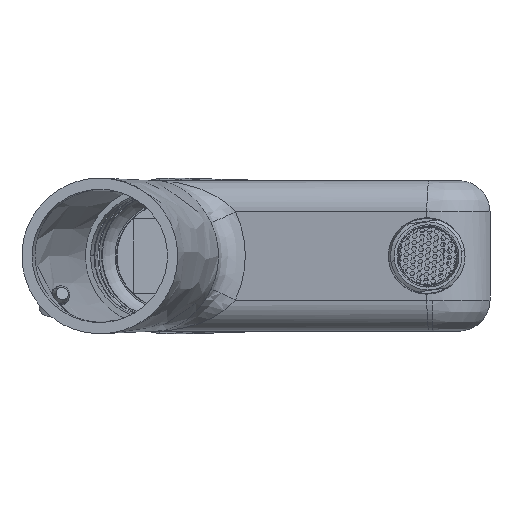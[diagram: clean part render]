
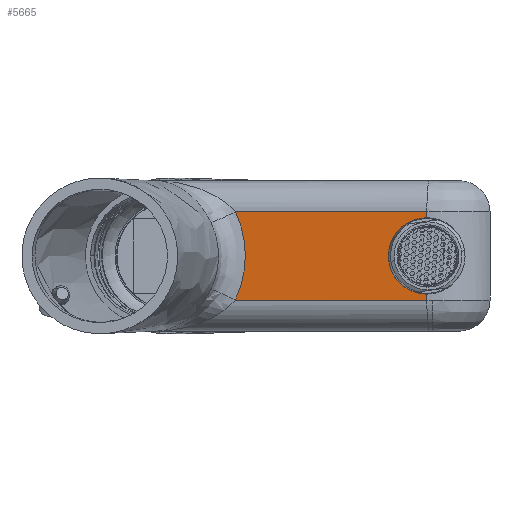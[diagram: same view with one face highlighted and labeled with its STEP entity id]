
A CAD part, front view. The second image highlights one B-rep face of the part: STEP entity #5665.
In plain terms, the highlighted planar face has unit normal (-0.087, -0.996, 0).
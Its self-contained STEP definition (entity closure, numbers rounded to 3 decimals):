
#442 = CARTESIAN_POINT ( 'NONE',  ( 97.741, 80.635, -12.25 ) ) ;
#1013 = DIRECTION ( 'NONE',  ( 0.996, -0.087, -0.001 ) ) ;
#1053 = CARTESIAN_POINT ( 'NONE',  ( 45.359, 85.218, -9.632 ) ) ;
#1136 = CARTESIAN_POINT ( 'NONE',  ( 46.647, 85.105, 2.444 ) ) ;
#1250 =( BOUNDED_CURVE ( )  B_SPLINE_CURVE ( 3, ( #16702, #16523, #442, #22777 ),
 .UNSPECIFIED., .F., .T. ) 
 B_SPLINE_CURVE_WITH_KNOTS ( ( 4, 4 ),
 ( 3.142, 4.712 ),
 .UNSPECIFIED. ) 
 CURVE ( )  GEOMETRIC_REPRESENTATION_ITEM ( )  RATIONAL_B_SPLINE_CURVE ( ( 1., 0.805, 0.805, 1. ) ) 
 REPRESENTATION_ITEM ( '' )  );
#1255 = PLANE ( 'NONE',  #1370 ) ;
#1370 = AXIS2_PLACEMENT_3D ( 'NONE', #3470, #17708, #5169 ) ;
#1965 = CARTESIAN_POINT ( 'NONE',  ( 15.495, 87.831, 14.133 ) ) ;
#2024 = CARTESIAN_POINT ( 'NONE',  ( 92.608, 81.084, 0. ) ) ;
#2059 = DIRECTION ( 'NONE',  ( 0., 0., -1. ) ) ;
#2899 = EDGE_CURVE ( 'NONE', #24939, #13373, #10926, .T. ) ;
#2906 = ORIENTED_EDGE ( 'NONE', *, *, #2899, .F. ) ;
#3098 = CARTESIAN_POINT ( 'NONE',  ( 43.486, 85.382, -14.155 ) ) ;
#3190 = CARTESIAN_POINT ( 'NONE',  ( 46.37, 85.129, 4.889 ) ) ;
#3215 =( BOUNDED_CURVE ( )  B_SPLINE_CURVE ( 3, ( #7597, #13542, #3404, #21998 ),
 .UNSPECIFIED., .F., .T. ) 
 B_SPLINE_CURVE_WITH_KNOTS ( ( 4, 4 ),
 ( 1.571, 3.142 ),
 .UNSPECIFIED. ) 
 CURVE ( )  GEOMETRIC_REPRESENTATION_ITEM ( )  RATIONAL_B_SPLINE_CURVE ( ( 1., 0.805, 0.805, 1. ) ) 
 REPRESENTATION_ITEM ( '' )  );
#3404 = CARTESIAN_POINT ( 'NONE',  ( 92.608, 81.084, 7.176 ) ) ;
#3470 = CARTESIAN_POINT ( 'NONE',  ( 15.487, 87.831, 30. ) ) ;
#3755 = FACE_OUTER_BOUND ( 'NONE', #9578, .T. ) ;
#4059 = EDGE_CURVE ( 'NONE', #6173, #15731, #19730, .T. ) ;
#5169 = DIRECTION ( 'NONE',  ( -0.996, 0.087, 0. ) ) ;
#5230 = CARTESIAN_POINT ( 'NONE',  ( 46.448, 85.123, -4.834 ) ) ;
#5665 = ADVANCED_FACE ( 'NONE', ( #3755 ), #1255, .F. ) ;
#6173 = VERTEX_POINT ( 'NONE', #23481 ) ;
#6350 = EDGE_CURVE ( 'NONE', #24939, #12002, #19334, .T. ) ;
#6784 = VERTEX_POINT ( 'NONE', #16975 ) ;
#7021 = VECTOR ( 'NONE', #2059, 1000. ) ;
#7398 = ORIENTED_EDGE ( 'NONE', *, *, #4059, .T. ) ;
#7597 = CARTESIAN_POINT ( 'NONE',  ( 105., 80., 12.25 ) ) ;
#8024 = EDGE_CURVE ( 'NONE', #12002, #6173, #16335, .T. ) ;
#8302 = VECTOR ( 'NONE', #1013, 1000. ) ;
#8995 = CARTESIAN_POINT ( 'NONE',  ( 105., 80., -14.202 ) ) ;
#9578 = EDGE_LOOP ( 'NONE', ( #23236, #2906, #20801, #26348, #7398, #24035, #17995 ) ) ;
#10897 = CARTESIAN_POINT ( 'NONE',  ( 44.555, 85.288, 11.939 ) ) ;
#10926 = LINE ( 'NONE', #20529, #11541 ) ;
#11312 = CARTESIAN_POINT ( 'NONE',  ( 46.164, 85.147, 6.093 ) ) ;
#11536 = CARTESIAN_POINT ( 'NONE',  ( 43.486, 85.382, 14.155 ) ) ;
#11541 = VECTOR ( 'NONE', #14395, 1000. ) ;
#12002 = VERTEX_POINT ( 'NONE', #11536 ) ;
#13373 = VERTEX_POINT ( 'NONE', #14307 ) ;
#13542 = CARTESIAN_POINT ( 'NONE',  ( 97.741, 80.635, 12.25 ) ) ;
#13658 = CARTESIAN_POINT ( 'NONE',  ( 105., 80., 14.202 ) ) ;
#14045 = DIRECTION ( 'NONE',  ( -0.996, 0.087, -0.001 ) ) ;
#14135 = CARTESIAN_POINT ( 'NONE',  ( 105., 80., 30. ) ) ;
#14307 = CARTESIAN_POINT ( 'NONE',  ( 105., 80., 12.25 ) ) ;
#14395 = DIRECTION ( 'NONE',  ( 0., 0., -1. ) ) ;
#15288 = CARTESIAN_POINT ( 'NONE',  ( 44.554, 85.288, -11.94 ) ) ;
#15368 = CARTESIAN_POINT ( 'NONE',  ( 46.716, 85.099, -2.419 ) ) ;
#15731 = VERTEX_POINT ( 'NONE', #8995 ) ;
#16335 = B_SPLINE_CURVE_WITH_KNOTS ( 'NONE', 3,
 ( #25362, #10897, #25538, #11312, #3190, #1136, #17426, #15368, #5230, #1053, #15288, #3098 ),
 .UNSPECIFIED., .F., .F.,
 ( 4, 2, 2, 2, 2, 4 ),
 ( 0., 0.007, 0.011, 0.015, 0.022, 0.029 ),
 .UNSPECIFIED. ) ;
#16424 = EDGE_CURVE ( 'NONE', #13373, #22834, #3215, .T. ) ;
#16523 = CARTESIAN_POINT ( 'NONE',  ( 92.608, 81.084, -7.176 ) ) ;
#16702 = CARTESIAN_POINT ( 'NONE',  ( 92.608, 81.084, 0. ) ) ;
#16975 = CARTESIAN_POINT ( 'NONE',  ( 105., 80., -12.25 ) ) ;
#17248 = EDGE_CURVE ( 'NONE', #22834, #6784, #1250, .T. ) ;
#17426 = CARTESIAN_POINT ( 'NONE',  ( 46.715, 85.099, 1.226 ) ) ;
#17708 = DIRECTION ( 'NONE',  ( 0.087, 0.996, 0. ) ) ;
#17995 = ORIENTED_EDGE ( 'NONE', *, *, #17248, .F. ) ;
#19004 = CARTESIAN_POINT ( 'NONE',  ( 105.008, 79.999, -14.202 ) ) ;
#19334 = LINE ( 'NONE', #1965, #26035 ) ;
#19730 = LINE ( 'NONE', #19004, #8302 ) ;
#20529 = CARTESIAN_POINT ( 'NONE',  ( 105., 80., 30. ) ) ;
#20801 = ORIENTED_EDGE ( 'NONE', *, *, #6350, .T. ) ;
#21015 = LINE ( 'NONE', #14135, #7021 ) ;
#21998 = CARTESIAN_POINT ( 'NONE',  ( 92.608, 81.084, 0. ) ) ;
#22428 = EDGE_CURVE ( 'NONE', #6784, #15731, #21015, .T. ) ;
#22777 = CARTESIAN_POINT ( 'NONE',  ( 105., 80., -12.25 ) ) ;
#22834 = VERTEX_POINT ( 'NONE', #2024 ) ;
#23236 = ORIENTED_EDGE ( 'NONE', *, *, #16424, .F. ) ;
#23481 = CARTESIAN_POINT ( 'NONE',  ( 43.486, 85.382, -14.155 ) ) ;
#24035 = ORIENTED_EDGE ( 'NONE', *, *, #22428, .F. ) ;
#24939 = VERTEX_POINT ( 'NONE', #13658 ) ;
#25362 = CARTESIAN_POINT ( 'NONE',  ( 43.486, 85.382, 14.155 ) ) ;
#25538 = CARTESIAN_POINT ( 'NONE',  ( 45.352, 85.218, 9.645 ) ) ;
#26035 = VECTOR ( 'NONE', #14045, 1000. ) ;
#26348 = ORIENTED_EDGE ( 'NONE', *, *, #8024, .T. ) ;
